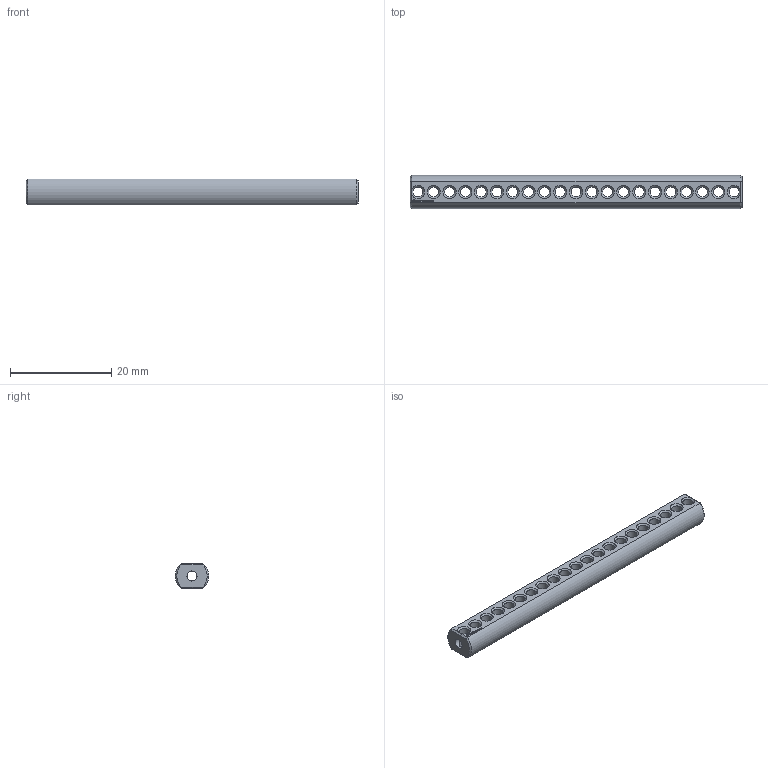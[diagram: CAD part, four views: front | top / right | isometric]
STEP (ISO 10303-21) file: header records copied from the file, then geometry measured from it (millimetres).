
FILE_DESCRIPTION(('FreeCAD Model'),'2;1');
FILE_NAME('Open CASCADE Shape Model','2024-06-18T12:19:24',(''),(''), 'Open CASCADE STEP processor 7.6','FreeCAD','Unknown');
FILE_SCHEMA(('AUTOMOTIVE_DESIGN { 1 0 10303 214 1 1 1 1 }'));
Length unit declared in the file: millimetre
Products named in the file (1): Shaft IDX BU05.25 - SPN-SFT-0141 (stemfie.org)
Bounding box: 65.62 x 6.6 x 5 mm (x, y, z)
Volume: 1496.6 mm3; surface area: 1919.1 mm2
Topology: 1 solids, 1 shells, 550 faces, 1600 edges, 1036 vertices
Faces by surface type: plane 330, extrusion 108, cylinder 66, cone 46
Full cylindrical faces by diameter (mm): 2 x64
Entity records: 18336 total; most frequent: CARTESIAN_POINT 3835, ORIENTED_EDGE 3200, DIRECTION 2656, EDGE_CURVE 1600, VECTOR 1214, LINE 1106, VERTEX_POINT 1036, AXIS2_PLACEMENT_3D 721
